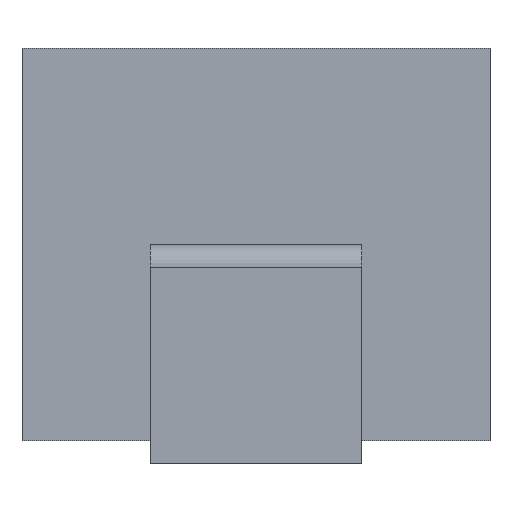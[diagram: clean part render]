
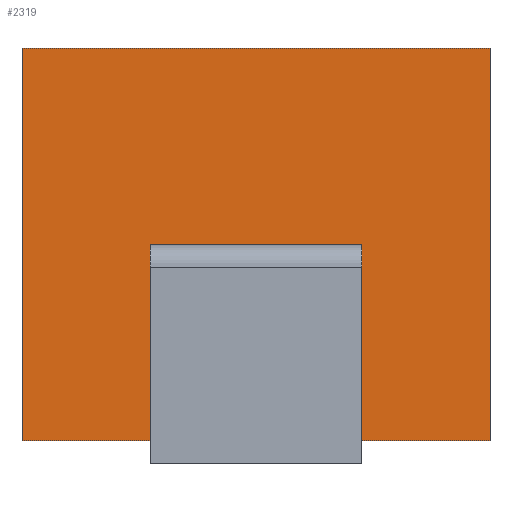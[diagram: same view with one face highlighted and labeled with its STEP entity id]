
A CAD part, left-side view. The second image highlights one B-rep face of the part: STEP entity #2319.
In plain terms, the highlighted planar face has unit normal (-1, 0, 0).
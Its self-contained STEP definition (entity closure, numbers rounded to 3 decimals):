
#610=ORIENTED_EDGE('',*,*,#690,.F.);
#611=ORIENTED_EDGE('',*,*,#702,.T.);
#612=ORIENTED_EDGE('',*,*,#701,.T.);
#613=ORIENTED_EDGE('',*,*,#705,.T.);
#614=ORIENTED_EDGE('',*,*,#903,.T.);
#615=ORIENTED_EDGE('',*,*,#896,.F.);
#616=ORIENTED_EDGE('',*,*,#897,.F.);
#617=ORIENTED_EDGE('',*,*,#901,.T.);
#690=EDGE_CURVE('',#941,#942,#1109,.T.);
#701=EDGE_CURVE('',#948,#952,#1116,.T.);
#702=EDGE_CURVE('',#941,#948,#1117,.T.);
#705=EDGE_CURVE('',#952,#942,#1120,.T.);
#896=EDGE_CURVE('',#1080,#1077,#1187,.T.);
#897=EDGE_CURVE('',#1081,#1080,#1188,.T.);
#901=EDGE_CURVE('',#1081,#1084,#1192,.T.);
#903=EDGE_CURVE('',#1084,#1077,#1194,.T.);
#941=VERTEX_POINT('',#2753);
#942=VERTEX_POINT('',#2754);
#948=VERTEX_POINT('',#2767);
#952=VERTEX_POINT('',#2775);
#1077=VERTEX_POINT('',#4050);
#1080=VERTEX_POINT('',#4055);
#1081=VERTEX_POINT('',#4059);
#1084=VERTEX_POINT('',#4066);
#1109=LINE('',#2752,#1224);
#1116=LINE('',#2776,#1231);
#1117=LINE('',#2778,#1232);
#1120=LINE('',#2782,#1235);
#1187=LINE('',#4056,#1302);
#1188=LINE('',#4058,#1303);
#1192=LINE('',#4067,#1307);
#1194=LINE('',#4070,#1309);
#1224=VECTOR('',#2445,1000.);
#1231=VECTOR('',#2462,1000.);
#1232=VECTOR('',#2465,1000.);
#1235=VECTOR('',#2470,1000.);
#1302=VECTOR('',#2655,1000.);
#1303=VECTOR('',#2658,1000.);
#1307=VECTOR('',#2664,1000.);
#1309=VECTOR('',#2668,1000.);
#1434=EDGE_LOOP('',(#610,#611,#612,#613));
#1435=EDGE_LOOP('',(#614,#615,#616,#617));
#1545=FACE_BOUND('',#1434,.T.);
#1546=FACE_BOUND('',#1435,.T.);
#1626=PLANE('',#2416);
#2319=ADVANCED_FACE('',(#1545,#1546),#1626,.F.);
#2416=AXIS2_PLACEMENT_3D('',#4073,#2672,#2673);
#2445=DIRECTION('',(0.,0.,1.));
#2462=DIRECTION('',(0.,0.,1.));
#2465=DIRECTION('',(0.,1.,0.));
#2470=DIRECTION('',(0.,-1.,0.));
#2655=DIRECTION('',(0.,0.,-1.));
#2658=DIRECTION('',(0.,-1.,0.));
#2664=DIRECTION('',(0.,0.,-1.));
#2668=DIRECTION('',(0.,-1.,0.));
#2672=DIRECTION('',(1.,0.,0.));
#2673=DIRECTION('',(0.,0.,-1.));
#2752=CARTESIAN_POINT('',(-2.5,-0.7,2.75));
#2753=CARTESIAN_POINT('',(-2.5,-0.7,1.05));
#2754=CARTESIAN_POINT('',(-2.5,-0.7,1.45));
#2767=CARTESIAN_POINT('',(-2.5,0.7,1.05));
#2775=CARTESIAN_POINT('',(-2.5,0.7,1.45));
#2776=CARTESIAN_POINT('',(-2.5,0.7,2.75));
#2778=CARTESIAN_POINT('',(-2.5,-0.7,1.05));
#2782=CARTESIAN_POINT('',(-2.5,1.55,1.45));
#4050=CARTESIAN_POINT('',(-2.5,-1.55,0.15));
#4055=CARTESIAN_POINT('',(-2.5,-1.55,2.75));
#4056=CARTESIAN_POINT('',(-2.5,-1.55,2.75));
#4058=CARTESIAN_POINT('',(-2.5,1.55,2.75));
#4059=CARTESIAN_POINT('',(-2.5,1.55,2.75));
#4066=CARTESIAN_POINT('',(-2.5,1.55,0.15));
#4067=CARTESIAN_POINT('',(-2.5,1.55,2.75));
#4070=CARTESIAN_POINT('',(-2.5,1.55,0.15));
#4073=CARTESIAN_POINT('',(-2.5,1.55,2.75));
